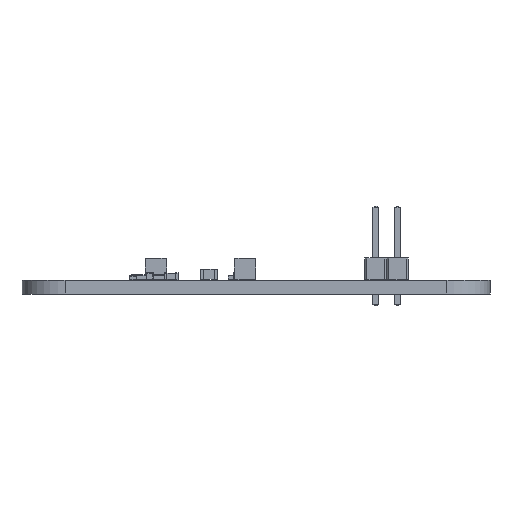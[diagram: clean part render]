
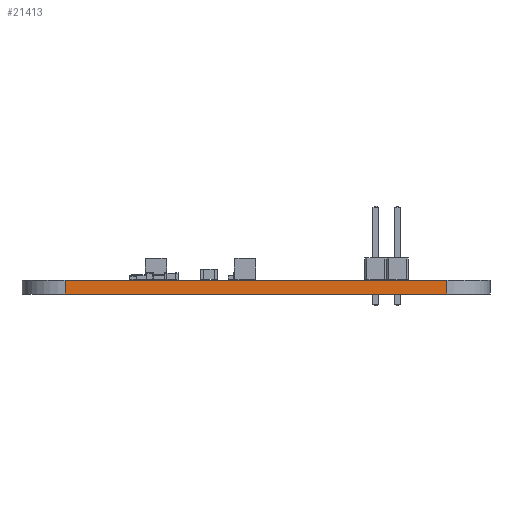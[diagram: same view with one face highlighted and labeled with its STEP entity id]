
A CAD part, left-side view. The second image highlights one B-rep face of the part: STEP entity #21413.
In plain terms, the highlighted planar face has unit normal (-1, 0, 0).
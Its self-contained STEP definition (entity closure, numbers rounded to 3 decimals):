
#17026 = CYLINDRICAL_SURFACE('',#17027,5.);
#17027 = AXIS2_PLACEMENT_3D('',#17028,#17029,#17030);
#17028 = CARTESIAN_POINT('',(77.7,-39.1,0.));
#17029 = DIRECTION('',(-0.,-0.,-1.));
#17030 = DIRECTION('',(1.,0.,-0.));
#17054 = PLANE('',#17055);
#17055 = AXIS2_PLACEMENT_3D('',#17056,#17057,#17058);
#17056 = CARTESIAN_POINT('',(110.757,-61.57,1.6));
#17057 = DIRECTION('',(-0.,-0.,-1.));
#17058 = DIRECTION('',(-1.,0.,0.));
#17108 = PLANE('',#17109);
#17109 = AXIS2_PLACEMENT_3D('',#17110,#17111,#17112);
#17110 = CARTESIAN_POINT('',(110.757,-61.57,0.));
#17111 = DIRECTION('',(-0.,-0.,-1.));
#17112 = DIRECTION('',(-1.,0.,0.));
#17125 = VERTEX_POINT('',#17126);
#17126 = CARTESIAN_POINT('',(72.7,-39.1,1.6));
#17152 = EDGE_CURVE('',#17153,#17125,#17155,.T.);
#17153 = VERTEX_POINT('',#17154);
#17154 = CARTESIAN_POINT('',(72.7,-39.1,0.));
#17155 = SURFACE_CURVE('',#17156,(#17160,#17167),.PCURVE_S1.);
#17156 = LINE('',#17157,#17158);
#17157 = CARTESIAN_POINT('',(72.7,-39.1,0.));
#17158 = VECTOR('',#17159,1.);
#17159 = DIRECTION('',(0.,0.,1.));
#17160 = PCURVE('',#17026,#17161);
#17161 = DEFINITIONAL_REPRESENTATION('',(#17162),#17166);
#17162 = LINE('',#17163,#17164);
#17163 = CARTESIAN_POINT('',(-3.142,0.));
#17164 = VECTOR('',#17165,1.);
#17165 = DIRECTION('',(-0.,-1.));
#17166 = ( GEOMETRIC_REPRESENTATION_CONTEXT(2) 
PARAMETRIC_REPRESENTATION_CONTEXT() REPRESENTATION_CONTEXT('2D SPACE',''
  ) );
#17167 = PCURVE('',#17168,#17173);
#17168 = PLANE('',#17169);
#17169 = AXIS2_PLACEMENT_3D('',#17170,#17171,#17172);
#17170 = CARTESIAN_POINT('',(72.7,-83.5,0.));
#17171 = DIRECTION('',(-1.,0.,0.));
#17172 = DIRECTION('',(0.,1.,0.));
#17173 = DEFINITIONAL_REPRESENTATION('',(#17174),#17178);
#17174 = LINE('',#17175,#17176);
#17175 = CARTESIAN_POINT('',(44.4,0.));
#17176 = VECTOR('',#17177,1.);
#17177 = DIRECTION('',(0.,-1.));
#17178 = ( GEOMETRIC_REPRESENTATION_CONTEXT(2) 
PARAMETRIC_REPRESENTATION_CONTEXT() REPRESENTATION_CONTEXT('2D SPACE',''
  ) );
#17814 = VERTEX_POINT('',#17815);
#17815 = CARTESIAN_POINT('',(72.7,-83.5,0.));
#17834 = CYLINDRICAL_SURFACE('',#17835,5.);
#17835 = AXIS2_PLACEMENT_3D('',#17836,#17837,#17838);
#17836 = CARTESIAN_POINT('',(77.7,-83.5,0.));
#17837 = DIRECTION('',(-0.,-0.,-1.));
#17838 = DIRECTION('',(1.,0.,-0.));
#17846 = EDGE_CURVE('',#17814,#17153,#17847,.T.);
#17847 = SURFACE_CURVE('',#17848,(#17852,#17859),.PCURVE_S1.);
#17848 = LINE('',#17849,#17850);
#17849 = CARTESIAN_POINT('',(72.7,-83.5,0.));
#17850 = VECTOR('',#17851,1.);
#17851 = DIRECTION('',(0.,1.,0.));
#17852 = PCURVE('',#17108,#17853);
#17853 = DEFINITIONAL_REPRESENTATION('',(#17854),#17858);
#17854 = LINE('',#17855,#17856);
#17855 = CARTESIAN_POINT('',(38.057,-21.93));
#17856 = VECTOR('',#17857,1.);
#17857 = DIRECTION('',(0.,1.));
#17858 = ( GEOMETRIC_REPRESENTATION_CONTEXT(2) 
PARAMETRIC_REPRESENTATION_CONTEXT() REPRESENTATION_CONTEXT('2D SPACE',''
  ) );
#17859 = PCURVE('',#17168,#17860);
#17860 = DEFINITIONAL_REPRESENTATION('',(#17861),#17865);
#17861 = LINE('',#17862,#17863);
#17862 = CARTESIAN_POINT('',(0.,0.));
#17863 = VECTOR('',#17864,1.);
#17864 = DIRECTION('',(1.,0.));
#17865 = ( GEOMETRIC_REPRESENTATION_CONTEXT(2) 
PARAMETRIC_REPRESENTATION_CONTEXT() REPRESENTATION_CONTEXT('2D SPACE',''
  ) );
#19955 = VERTEX_POINT('',#19956);
#19956 = CARTESIAN_POINT('',(72.7,-83.5,1.6));
#19982 = EDGE_CURVE('',#19955,#17125,#19983,.T.);
#19983 = SURFACE_CURVE('',#19984,(#19988,#19995),.PCURVE_S1.);
#19984 = LINE('',#19985,#19986);
#19985 = CARTESIAN_POINT('',(72.7,-83.5,1.6));
#19986 = VECTOR('',#19987,1.);
#19987 = DIRECTION('',(0.,1.,0.));
#19988 = PCURVE('',#17054,#19989);
#19989 = DEFINITIONAL_REPRESENTATION('',(#19990),#19994);
#19990 = LINE('',#19991,#19992);
#19991 = CARTESIAN_POINT('',(38.057,-21.93));
#19992 = VECTOR('',#19993,1.);
#19993 = DIRECTION('',(0.,1.));
#19994 = ( GEOMETRIC_REPRESENTATION_CONTEXT(2) 
PARAMETRIC_REPRESENTATION_CONTEXT() REPRESENTATION_CONTEXT('2D SPACE',''
  ) );
#19995 = PCURVE('',#17168,#19996);
#19996 = DEFINITIONAL_REPRESENTATION('',(#19997),#20001);
#19997 = LINE('',#19998,#19999);
#19998 = CARTESIAN_POINT('',(0.,-1.6));
#19999 = VECTOR('',#20000,1.);
#20000 = DIRECTION('',(1.,0.));
#20001 = ( GEOMETRIC_REPRESENTATION_CONTEXT(2) 
PARAMETRIC_REPRESENTATION_CONTEXT() REPRESENTATION_CONTEXT('2D SPACE',''
  ) );
#21413 = ADVANCED_FACE('',(#21414),#17168,.T.);
#21414 = FACE_BOUND('',#21415,.T.);
#21415 = EDGE_LOOP('',(#21416,#21437,#21438,#21439));
#21416 = ORIENTED_EDGE('',*,*,#21417,.T.);
#21417 = EDGE_CURVE('',#17814,#19955,#21418,.T.);
#21418 = SURFACE_CURVE('',#21419,(#21423,#21430),.PCURVE_S1.);
#21419 = LINE('',#21420,#21421);
#21420 = CARTESIAN_POINT('',(72.7,-83.5,0.));
#21421 = VECTOR('',#21422,1.);
#21422 = DIRECTION('',(0.,0.,1.));
#21423 = PCURVE('',#17168,#21424);
#21424 = DEFINITIONAL_REPRESENTATION('',(#21425),#21429);
#21425 = LINE('',#21426,#21427);
#21426 = CARTESIAN_POINT('',(0.,0.));
#21427 = VECTOR('',#21428,1.);
#21428 = DIRECTION('',(0.,-1.));
#21429 = ( GEOMETRIC_REPRESENTATION_CONTEXT(2) 
PARAMETRIC_REPRESENTATION_CONTEXT() REPRESENTATION_CONTEXT('2D SPACE',''
  ) );
#21430 = PCURVE('',#17834,#21431);
#21431 = DEFINITIONAL_REPRESENTATION('',(#21432),#21436);
#21432 = LINE('',#21433,#21434);
#21433 = CARTESIAN_POINT('',(-3.142,0.));
#21434 = VECTOR('',#21435,1.);
#21435 = DIRECTION('',(-0.,-1.));
#21436 = ( GEOMETRIC_REPRESENTATION_CONTEXT(2) 
PARAMETRIC_REPRESENTATION_CONTEXT() REPRESENTATION_CONTEXT('2D SPACE',''
  ) );
#21437 = ORIENTED_EDGE('',*,*,#19982,.T.);
#21438 = ORIENTED_EDGE('',*,*,#17152,.F.);
#21439 = ORIENTED_EDGE('',*,*,#17846,.F.);
